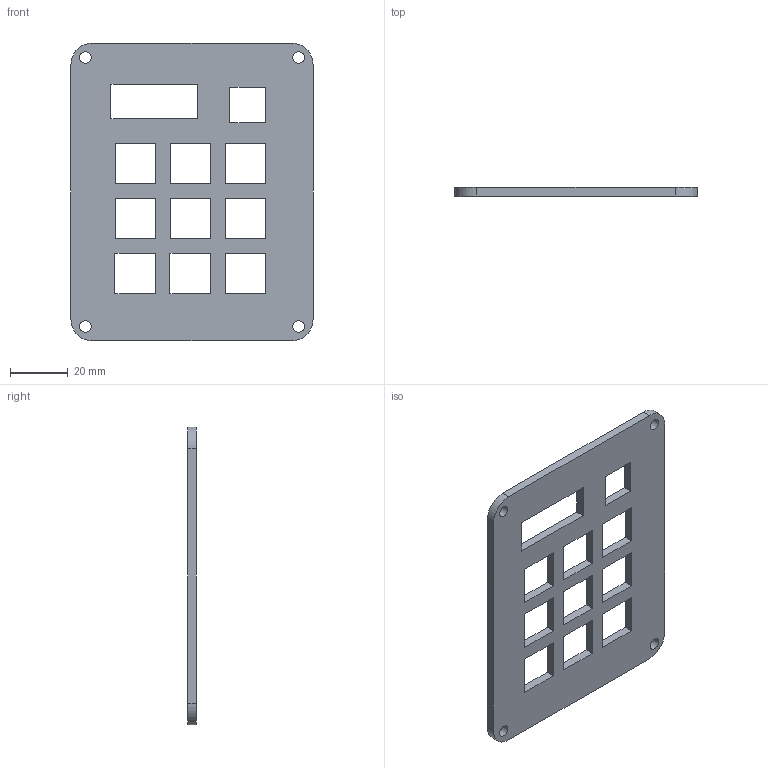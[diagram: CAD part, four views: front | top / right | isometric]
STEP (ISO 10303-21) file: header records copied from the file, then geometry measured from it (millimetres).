
FILE_DESCRIPTION(/* description */ ('STEP AP242','CAx-IF Rec.Pracs.---Representation and Presentation of Product Manufacturing Information (PMI)---4.0---2014-10-13','CAx-IF Rec.Pracs.---3D Tessellated Geometry---0.4---2014-09-14','2;1'),/* implementation_level */ '2;1');
FILE_NAME(/* name */ '6843412165d12178a25f1fc0',/* time_stamp */ '2025-06-06T19:27:29Z',/* author */ (''),/* organization */ (''),/* preprocessor_version */ 'ST-DEVELOPER v20',/* originating_system */ 'ONSHAPE BY PTC INC, 1.198',/* authorisation */ ' ');
FILE_SCHEMA (('AP242_MANAGED_MODEL_BASED_3D_ENGINEERING_MIM_LF { 1 0 10303 442 1 1 4 }'));
Length unit declared in the file: metre
Products named in the file (1): Part 1
Bounding box: 83.81 x 3 x 103.07 mm (x, y, z)
Volume: 18717.5 mm3; surface area: 15634.2 mm2
Topology: 1 solids, 1 shells, 58 faces, 168 edges, 112 vertices
Faces by surface type: plane 50, cylinder 8
Full cylindrical faces by diameter (mm): 4 x4
Entity records: 1950 total; most frequent: CARTESIAN_POINT 335, ORIENTED_EDGE 328, DIRECTION 298, EDGE_CURVE 164, LINE 148, VECTOR 148, VERTEX_POINT 112, EDGE_LOOP 92
